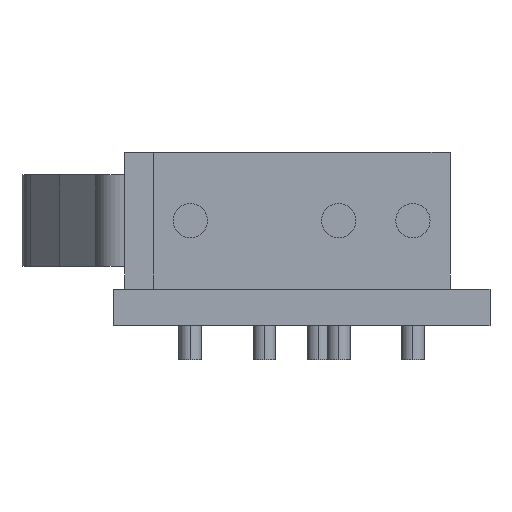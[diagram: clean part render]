
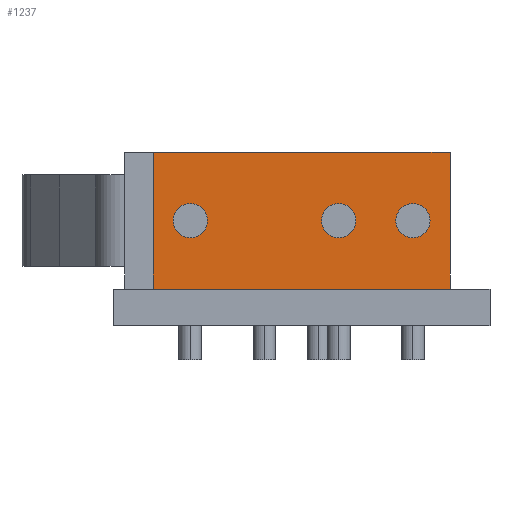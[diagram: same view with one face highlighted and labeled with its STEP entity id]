
A CAD part, left-side view. The second image highlights one B-rep face of the part: STEP entity #1237.
In plain terms, the highlighted planar face has unit normal (-1, 0, 0).
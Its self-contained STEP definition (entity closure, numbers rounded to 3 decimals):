
#5 = ORIENTED_EDGE ( 'NONE', *, *, #2108, .T. ) ;
#28 = CARTESIAN_POINT ( 'NONE',  ( -17.75, -6.5, 1.6 ) ) ;
#31 = VECTOR ( 'NONE', #1579, 1000. ) ;
#43 = CIRCLE ( 'NONE', #3417, 0.75 ) ;
#97 = EDGE_CURVE ( 'NONE', #3491, #2431, #2057, .T. ) ;
#101 = DIRECTION ( 'NONE',  ( -1., 0., 0. ) ) ;
#134 = VERTEX_POINT ( 'NONE', #619 ) ;
#135 = FACE_BOUND ( 'NONE', #3463, .T. ) ;
#167 = EDGE_CURVE ( 'NONE', #1714, #1142, #1174, .T. ) ;
#297 = FACE_BOUND ( 'NONE', #800, .T. ) ;
#343 = CARTESIAN_POINT ( 'NONE',  ( -17.75, 4.875, 4.6 ) ) ;
#376 = CARTESIAN_POINT ( 'NONE',  ( -17.75, -6.5, 7.6 ) ) ;
#382 = CARTESIAN_POINT ( 'NONE',  ( -17.75, -3.836, 1.6 ) ) ;
#450 = DIRECTION ( 'NONE',  ( 0., 0., -1. ) ) ;
#474 = CARTESIAN_POINT ( 'NONE',  ( -17.75, 6.5, 7.6 ) ) ;
#482 = VERTEX_POINT ( 'NONE', #382 ) ;
#494 = AXIS2_PLACEMENT_3D ( 'NONE', #767, #3007, #3600 ) ;
#499 = EDGE_CURVE ( 'NONE', #2889, #134, #1458, .T. ) ;
#558 = CARTESIAN_POINT ( 'NONE',  ( -17.75, 6.5, 1.6 ) ) ;
#600 = DIRECTION ( 'NONE',  ( -1., 0., 0. ) ) ;
#619 = CARTESIAN_POINT ( 'NONE',  ( -17.75, -4.875, 3.85 ) ) ;
#677 = VECTOR ( 'NONE', #3068, 1000. ) ;
#718 = CARTESIAN_POINT ( 'NONE',  ( -17.75, 6.5, 7.6 ) ) ;
#719 = LINE ( 'NONE', #1155, #3250 ) ;
#722 = LINE ( 'NONE', #558, #677 ) ;
#728 = AXIS2_PLACEMENT_3D ( 'NONE', #1789, #3445, #1512 ) ;
#767 = CARTESIAN_POINT ( 'NONE',  ( -17.75, -1.625, 4.6 ) ) ;
#800 = EDGE_LOOP ( 'NONE', ( #2994, #3554 ) ) ;
#826 = CARTESIAN_POINT ( 'NONE',  ( -17.75, 4.875, 3.85 ) ) ;
#901 = CARTESIAN_POINT ( 'NONE',  ( -17.75, -1.625, 4.6 ) ) ;
#974 = EDGE_CURVE ( 'NONE', #3033, #1332, #3037, .T. ) ;
#986 = ORIENTED_EDGE ( 'NONE', *, *, #1890, .F. ) ;
#999 = PLANE ( 'NONE',  #2877 ) ;
#1142 = VERTEX_POINT ( 'NONE', #2482 ) ;
#1155 = CARTESIAN_POINT ( 'NONE',  ( -17.75, 6.5, 1.6 ) ) ;
#1174 = CIRCLE ( 'NONE', #494, 0.75 ) ;
#1225 = VECTOR ( 'NONE', #1818, 1000. ) ;
#1237 = ADVANCED_FACE ( 'NONE', ( #297, #135, #3341, #1654 ), #999, .F. ) ;
#1244 = ORIENTED_EDGE ( 'NONE', *, *, #1774, .T. ) ;
#1332 = VERTEX_POINT ( 'NONE', #28 ) ;
#1334 = AXIS2_PLACEMENT_3D ( 'NONE', #3003, #1617, #2933 ) ;
#1396 = CARTESIAN_POINT ( 'NONE',  ( -17.75, 6.5, 1.6 ) ) ;
#1416 = EDGE_CURVE ( 'NONE', #134, #2889, #3177, .T. ) ;
#1418 = ORIENTED_EDGE ( 'NONE', *, *, #2000, .F. ) ;
#1423 = DIRECTION ( 'NONE',  ( 0., 0., -1. ) ) ;
#1456 = VERTEX_POINT ( 'NONE', #3213 ) ;
#1458 = CIRCLE ( 'NONE', #2894, 0.75 ) ;
#1464 = DIRECTION ( 'NONE',  ( -1., 0., 0. ) ) ;
#1492 = LINE ( 'NONE', #718, #1225 ) ;
#1512 = DIRECTION ( 'NONE',  ( 0., 0., -1. ) ) ;
#1538 = ORIENTED_EDGE ( 'NONE', *, *, #1689, .T. ) ;
#1579 = DIRECTION ( 'NONE',  ( 0., -1., 0. ) ) ;
#1614 = CARTESIAN_POINT ( 'NONE',  ( -17.75, 6.5, 7.6 ) ) ;
#1617 = DIRECTION ( 'NONE',  ( -1., 0., 0. ) ) ;
#1654 = FACE_OUTER_BOUND ( 'NONE', #3365, .T. ) ;
#1658 = CARTESIAN_POINT ( 'NONE',  ( -17.75, 3.836, 1.6 ) ) ;
#1689 = EDGE_CURVE ( 'NONE', #1456, #1786, #3485, .T. ) ;
#1706 = ORIENTED_EDGE ( 'NONE', *, *, #3288, .F. ) ;
#1714 = VERTEX_POINT ( 'NONE', #2516 ) ;
#1759 = CARTESIAN_POINT ( 'NONE',  ( -17.75, -4.875, 4.6 ) ) ;
#1763 = LINE ( 'NONE', #1866, #31 ) ;
#1774 = EDGE_CURVE ( 'NONE', #482, #1332, #722, .T. ) ;
#1786 = VERTEX_POINT ( 'NONE', #1396 ) ;
#1789 = CARTESIAN_POINT ( 'NONE',  ( -17.75, 4.875, 4.6 ) ) ;
#1818 = DIRECTION ( 'NONE',  ( 0., -1., 0. ) ) ;
#1866 = CARTESIAN_POINT ( 'NONE',  ( -17.75, 6.5, 1.6 ) ) ;
#1890 = EDGE_CURVE ( 'NONE', #2431, #3491, #3252, .T. ) ;
#1949 = VECTOR ( 'NONE', #2960, 1000. ) ;
#2000 = EDGE_CURVE ( 'NONE', #1142, #1714, #43, .T. ) ;
#2041 = DIRECTION ( 'NONE',  ( 0., 0., -1. ) ) ;
#2057 = CIRCLE ( 'NONE', #2470, 0.75 ) ;
#2073 = ORIENTED_EDGE ( 'NONE', *, *, #974, .F. ) ;
#2108 = EDGE_CURVE ( 'NONE', #3566, #482, #719, .T. ) ;
#2188 = ORIENTED_EDGE ( 'NONE', *, *, #2392, .T. ) ;
#2281 = ORIENTED_EDGE ( 'NONE', *, *, #167, .F. ) ;
#2317 = CARTESIAN_POINT ( 'NONE',  ( -17.75, -6.5, 7.6 ) ) ;
#2392 = EDGE_CURVE ( 'NONE', #1786, #3566, #1763, .T. ) ;
#2423 = CARTESIAN_POINT ( 'NONE',  ( -17.75, 4.875, 5.35 ) ) ;
#2431 = VERTEX_POINT ( 'NONE', #2423 ) ;
#2461 = ORIENTED_EDGE ( 'NONE', *, *, #97, .F. ) ;
#2470 = AXIS2_PLACEMENT_3D ( 'NONE', #343, #1464, #1423 ) ;
#2482 = CARTESIAN_POINT ( 'NONE',  ( -17.75, -1.625, 3.85 ) ) ;
#2516 = CARTESIAN_POINT ( 'NONE',  ( -17.75, -1.625, 5.35 ) ) ;
#2761 = DIRECTION ( 'NONE',  ( 0., -1., 0. ) ) ;
#2776 = EDGE_LOOP ( 'NONE', ( #2461, #986 ) ) ;
#2863 = DIRECTION ( 'NONE',  ( 0., 0., -1. ) ) ;
#2877 = AXIS2_PLACEMENT_3D ( 'NONE', #1614, #3537, #450 ) ;
#2889 = VERTEX_POINT ( 'NONE', #3094 ) ;
#2894 = AXIS2_PLACEMENT_3D ( 'NONE', #1759, #101, #2041 ) ;
#2907 = DIRECTION ( 'NONE',  ( 0., 0., -1. ) ) ;
#2933 = DIRECTION ( 'NONE',  ( 0., 0., -1. ) ) ;
#2960 = DIRECTION ( 'NONE',  ( 0., 0., -1. ) ) ;
#2994 = ORIENTED_EDGE ( 'NONE', *, *, #1416, .F. ) ;
#3003 = CARTESIAN_POINT ( 'NONE',  ( -17.75, -4.875, 4.6 ) ) ;
#3007 = DIRECTION ( 'NONE',  ( -1., 0., 0. ) ) ;
#3033 = VERTEX_POINT ( 'NONE', #376 ) ;
#3037 = LINE ( 'NONE', #2317, #3309 ) ;
#3068 = DIRECTION ( 'NONE',  ( 0., -1., 0. ) ) ;
#3094 = CARTESIAN_POINT ( 'NONE',  ( -17.75, -4.875, 5.35 ) ) ;
#3177 = CIRCLE ( 'NONE', #1334, 0.75 ) ;
#3213 = CARTESIAN_POINT ( 'NONE',  ( -17.75, 6.5, 7.6 ) ) ;
#3250 = VECTOR ( 'NONE', #2761, 1000. ) ;
#3252 = CIRCLE ( 'NONE', #728, 0.75 ) ;
#3288 = EDGE_CURVE ( 'NONE', #1456, #3033, #1492, .T. ) ;
#3309 = VECTOR ( 'NONE', #2907, 1000. ) ;
#3341 = FACE_BOUND ( 'NONE', #2776, .T. ) ;
#3365 = EDGE_LOOP ( 'NONE', ( #2188, #5, #1244, #2073, #1706, #1538 ) ) ;
#3417 = AXIS2_PLACEMENT_3D ( 'NONE', #901, #600, #2863 ) ;
#3445 = DIRECTION ( 'NONE',  ( -1., 0., 0. ) ) ;
#3463 = EDGE_LOOP ( 'NONE', ( #1418, #2281 ) ) ;
#3485 = LINE ( 'NONE', #474, #1949 ) ;
#3491 = VERTEX_POINT ( 'NONE', #826 ) ;
#3537 = DIRECTION ( 'NONE',  ( 1., 0., 0. ) ) ;
#3554 = ORIENTED_EDGE ( 'NONE', *, *, #499, .F. ) ;
#3566 = VERTEX_POINT ( 'NONE', #1658 ) ;
#3600 = DIRECTION ( 'NONE',  ( 0., 0., -1. ) ) ;
